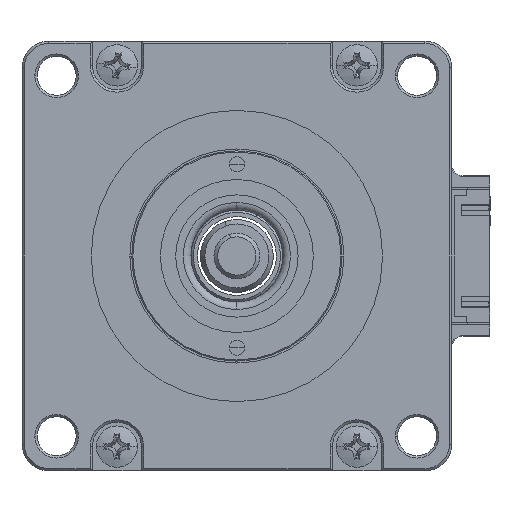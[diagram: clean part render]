
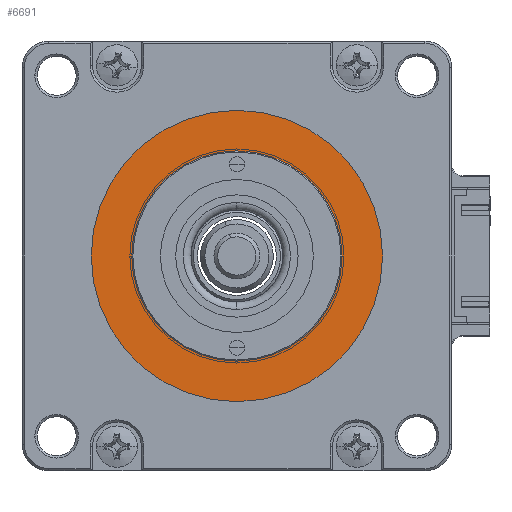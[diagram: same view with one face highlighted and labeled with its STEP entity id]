
A CAD part, left-side view. The second image highlights one B-rep face of the part: STEP entity #6691.
In plain terms, the highlighted planar face has unit normal (-1, 0, 0).
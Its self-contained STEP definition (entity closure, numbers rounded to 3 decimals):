
#28 = AXIS2_PLACEMENT_3D ( 'NONE', #1813, #2892, #706 ) ;
#244 = DIRECTION ( 'NONE',  ( -1., 0., 0. ) ) ;
#407 = PLANE ( 'NONE',  #11252 ) ;
#610 = CARTESIAN_POINT ( 'NONE',  ( -49.623, 23.522, 48.3 ) ) ;
#706 = DIRECTION ( 'NONE',  ( 0., -1., 0. ) ) ;
#1416 = DIRECTION ( 'NONE',  ( 0., -1., 0. ) ) ;
#1764 = VERTEX_POINT ( 'NONE', #8028 ) ;
#1813 = CARTESIAN_POINT ( 'NONE',  ( -49.623, 4.472, 48.3 ) ) ;
#2058 = AXIS2_PLACEMENT_3D ( 'NONE', #8375, #244, #9443 ) ;
#2327 = EDGE_CURVE ( 'NONE', #1764, #7728, #4141, .T. ) ;
#2510 = FACE_OUTER_BOUND ( 'NONE', #8058, .T. ) ;
#2560 = AXIS2_PLACEMENT_3D ( 'NONE', #9346, #3276, #10331 ) ;
#2626 = VERTEX_POINT ( 'NONE', #11539 ) ;
#2752 = DIRECTION ( 'NONE',  ( -1., 0., 0. ) ) ;
#2774 = VERTEX_POINT ( 'NONE', #3469 ) ;
#2892 = DIRECTION ( 'NONE',  ( -1., 0., 0. ) ) ;
#3276 = DIRECTION ( 'NONE',  ( -1., 0., 0. ) ) ;
#3319 = EDGE_CURVE ( 'NONE', #7728, #1764, #3921, .T. ) ;
#3469 = CARTESIAN_POINT ( 'NONE',  ( -49.623, 18.222, 48.3 ) ) ;
#3921 = CIRCLE ( 'NONE', #28, 19.05 ) ;
#4141 = CIRCLE ( 'NONE', #2058, 19.05 ) ;
#4736 = EDGE_CURVE ( 'NONE', #2774, #2626, #6215, .T. ) ;
#6041 = EDGE_LOOP ( 'NONE', ( #9912, #9503 ) ) ;
#6215 = CIRCLE ( 'NONE', #10241, 13.75 ) ;
#6357 = ORIENTED_EDGE ( 'NONE', *, *, #2327, .T. ) ;
#6566 = EDGE_CURVE ( 'NONE', #2626, #2774, #9185, .T. ) ;
#6691 = ADVANCED_FACE ( 'NONE', ( #12986, #2510 ), #407, .T. ) ;
#7403 = CARTESIAN_POINT ( 'NONE',  ( -49.623, 29.072, 72.9 ) ) ;
#7454 = DIRECTION ( 'NONE',  ( -1., 0., 0. ) ) ;
#7728 = VERTEX_POINT ( 'NONE', #610 ) ;
#8028 = CARTESIAN_POINT ( 'NONE',  ( -49.623, -14.578, 48.3 ) ) ;
#8058 = EDGE_LOOP ( 'NONE', ( #6357, #11162 ) ) ;
#8375 = CARTESIAN_POINT ( 'NONE',  ( -49.623, 4.472, 48.3 ) ) ;
#8822 = CARTESIAN_POINT ( 'NONE',  ( -49.623, 4.472, 48.3 ) ) ;
#9185 = CIRCLE ( 'NONE', #2560, 13.75 ) ;
#9346 = CARTESIAN_POINT ( 'NONE',  ( -49.623, 4.472, 48.3 ) ) ;
#9443 = DIRECTION ( 'NONE',  ( 0., -1., 0. ) ) ;
#9503 = ORIENTED_EDGE ( 'NONE', *, *, #6566, .F. ) ;
#9833 = DIRECTION ( 'NONE',  ( 0., -1., 0. ) ) ;
#9912 = ORIENTED_EDGE ( 'NONE', *, *, #4736, .F. ) ;
#10241 = AXIS2_PLACEMENT_3D ( 'NONE', #8822, #2752, #9833 ) ;
#10331 = DIRECTION ( 'NONE',  ( 0., -1., 0. ) ) ;
#11162 = ORIENTED_EDGE ( 'NONE', *, *, #3319, .T. ) ;
#11252 = AXIS2_PLACEMENT_3D ( 'NONE', #7403, #7454, #1416 ) ;
#11539 = CARTESIAN_POINT ( 'NONE',  ( -49.623, -9.278, 48.3 ) ) ;
#12986 = FACE_BOUND ( 'NONE', #6041, .T. ) ;
